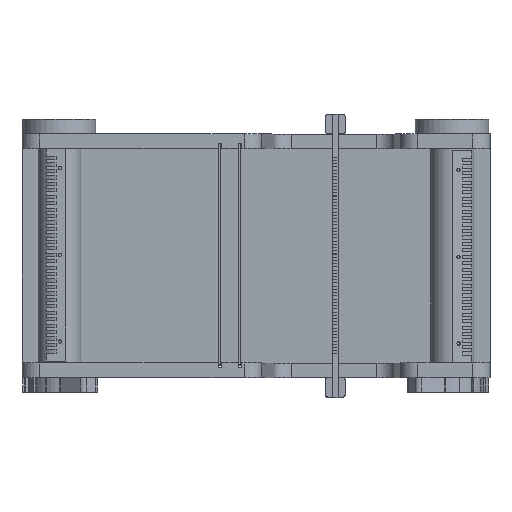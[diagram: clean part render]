
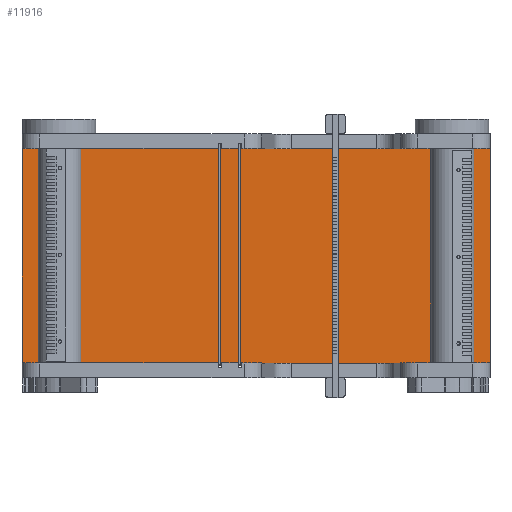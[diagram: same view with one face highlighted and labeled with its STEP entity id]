
A CAD part, top view. The second image highlights one B-rep face of the part: STEP entity #11916.
In plain terms, the highlighted planar face has unit normal (0, 0, 1).
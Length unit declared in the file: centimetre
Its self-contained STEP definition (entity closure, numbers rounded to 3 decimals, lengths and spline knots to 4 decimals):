
#570=VERTEX_POINT('',#15661);
#571=VERTEX_POINT('',#15662);
#574=VERTEX_POINT('',#15670);
#576=VERTEX_POINT('',#15676);
#1836=VECTOR('',#13263,1.);
#1840=VECTOR('',#13268,1.);
#1843=VECTOR('',#13272,1.);
#1846=VECTOR('',#13276,1.);
#3336=LINE('',#15660,#1836);
#3340=LINE('',#15669,#1840);
#3343=LINE('',#15675,#1843);
#3346=LINE('',#15681,#1846);
#4836=EDGE_CURVE('',#570,#571,#3336,.T.);
#4840=EDGE_CURVE('',#571,#574,#3340,.T.);
#4843=EDGE_CURVE('',#574,#576,#3343,.T.);
#4846=EDGE_CURVE('',#576,#570,#3346,.T.);
#6732=ORIENTED_EDGE('',*,*,#4836,.F.);
#6733=ORIENTED_EDGE('',*,*,#4846,.F.);
#6734=ORIENTED_EDGE('',*,*,#4843,.F.);
#6735=ORIENTED_EDGE('',*,*,#4840,.F.);
#10480=EDGE_LOOP('',(#6732,#6733,#6734,#6735));
#11198=FACE_BOUND('',#10480,.T.);
#11916=ADVANCED_FACE('',(#11198),#19115,.T.);
#12580=AXIS2_PLACEMENT_3D('',#15683,#13278,$);
#13263=DIRECTION('',(1.,0.,0.));
#13268=DIRECTION('',(0.,-1.,0.));
#13272=DIRECTION('',(-1.,0.,0.));
#13276=DIRECTION('',(0.,1.,0.));
#13278=DIRECTION('',(0.,0.,1.));
#15660=CARTESIAN_POINT('',(15.24,6.985,1.2116));
#15661=CARTESIAN_POINT('',(-15.24,6.985,1.2116));
#15662=CARTESIAN_POINT('',(15.24,6.985,1.2116));
#15669=CARTESIAN_POINT('',(15.24,-6.985,1.2116));
#15670=CARTESIAN_POINT('',(15.24,-6.985,1.2116));
#15675=CARTESIAN_POINT('',(-15.24,-6.985,1.2116));
#15676=CARTESIAN_POINT('',(-15.24,-6.985,1.2116));
#15681=CARTESIAN_POINT('',(-15.24,6.985,1.2116));
#15683=CARTESIAN_POINT('',(0.,0.,1.2116));
#19115=PLANE('',#12580);
